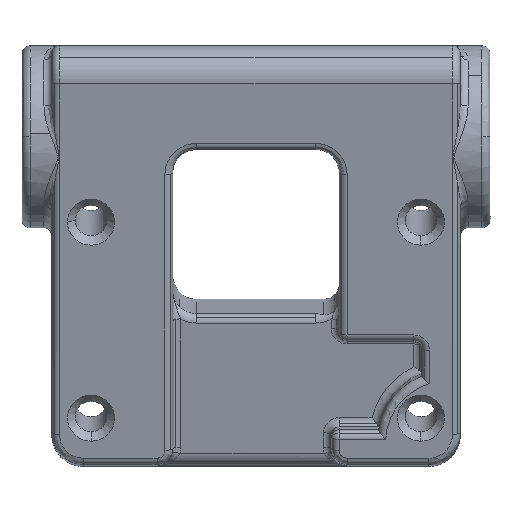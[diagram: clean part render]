
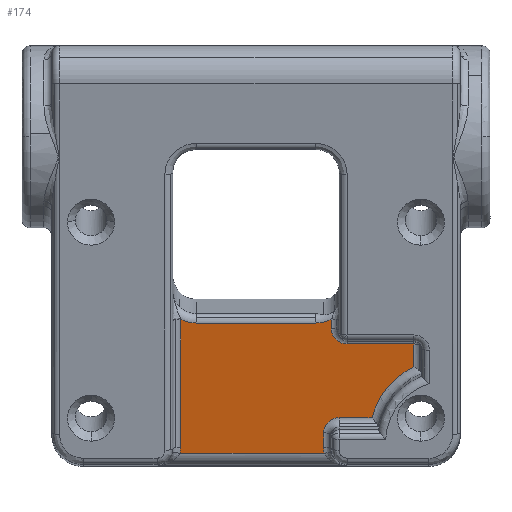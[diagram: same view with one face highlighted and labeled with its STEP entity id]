
A CAD part, top view. The second image highlights one B-rep face of the part: STEP entity #174.
In plain terms, the highlighted planar face has unit normal (0, -0.225, 0.974).
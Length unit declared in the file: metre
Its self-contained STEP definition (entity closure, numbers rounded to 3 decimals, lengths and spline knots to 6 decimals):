
#174=ADVANCED_FACE('0:197',(#483),#484,.T.);
#483=FACE_OUTER_BOUND('',#2852,.T.);
#484=PLANE('',#2853);
#2852=EDGE_LOOP('',(#5167,#5168,#5169,#5170,#5171,#5172,#5173,#5174,#5175,#5176,#5177,#5178,#5179,#5180,#5181));
#2853=AXIS2_PLACEMENT_3D('',#5182,#5183,#5184);
#5167=ORIENTED_EDGE('',*,*,#5917,.F.);
#5168=ORIENTED_EDGE('',*,*,#5916,.F.);
#5169=ORIENTED_EDGE('',*,*,#5924,.F.);
#5170=ORIENTED_EDGE('',*,*,#5925,.F.);
#5171=ORIENTED_EDGE('',*,*,#5647,.F.);
#5172=ORIENTED_EDGE('',*,*,#5926,.F.);
#5173=ORIENTED_EDGE('',*,*,#5927,.F.);
#5174=ORIENTED_EDGE('',*,*,#5928,.F.);
#5175=ORIENTED_EDGE('',*,*,#5580,.F.);
#5176=ORIENTED_EDGE('',*,*,#5577,.F.);
#5177=ORIENTED_EDGE('',*,*,#5929,.F.);
#5178=ORIENTED_EDGE('',*,*,#5930,.F.);
#5179=ORIENTED_EDGE('',*,*,#5931,.T.);
#5180=ORIENTED_EDGE('',*,*,#5932,.F.);
#5181=ORIENTED_EDGE('',*,*,#5921,.F.);
#5182=CARTESIAN_POINT('',(-0.002807,-0.070208,0.063163));
#5183=DIRECTION('',(0.,-0.225,0.974));
#5184=DIRECTION('',(-1.0,0.,0.));
#5577=EDGE_CURVE('0:908',#6050,#6042,#6052,.T.);
#5580=EDGE_CURVE('0:905',#6042,#6056,#6057,.T.);
#5647=EDGE_CURVE('0:893',#6183,#6185,#6186,.T.);
#5916=EDGE_CURVE('0:860',#6613,#6617,#6619,.T.);
#5917=EDGE_CURVE('0:869',#6617,#6620,#6621,.T.);
#5921=EDGE_CURVE('0:878',#6620,#6625,#6626,.T.);
#5924=EDGE_CURVE('0:887',#6629,#6613,#6630,.T.);
#5925=EDGE_CURVE('0:890',#6185,#6629,#6631,.T.);
#5926=EDGE_CURVE('0:896',#6632,#6183,#6633,.T.);
#5927=EDGE_CURVE('0:899',#6634,#6632,#6635,.T.);
#5928=EDGE_CURVE('0:902',#6056,#6634,#6636,.T.);
#5929=EDGE_CURVE('0:911',#6637,#6050,#6638,.T.);
#5930=EDGE_CURVE('0:914',#6639,#6637,#6640,.T.);
#5931=EDGE_CURVE('0:917',#6639,#6641,#6642,.F.);
#5932=EDGE_CURVE('0:920',#6625,#6641,#6643,.T.);
#6042=VERTEX_POINT('',#6810);
#6050=VERTEX_POINT('',#6819);
#6052=LINE('',#6821,#6822);
#6056=VERTEX_POINT('',#6827);
#6057=LINE('',#6828,#6829);
#6183=VERTEX_POINT('',#7004);
#6185=VERTEX_POINT('',#7006);
#6186=LINE('',#7007,#7008);
#6613=VERTEX_POINT('',#7933);
#6617=VERTEX_POINT('',#7937);
#6619=ELLIPSE('',#7939,0.001553,0.0015);
#6620=VERTEX_POINT('',#7940);
#6621=LINE('',#7941,#7942);
#6625=VERTEX_POINT('',#7984);
#6626=CIRCLE('',#7985,0.002);
#6629=VERTEX_POINT('',#7988);
#6630=LINE('',#7989,#7990);
#6631=ELLIPSE('',#7991,0.001553,0.0015);
#6632=VERTEX_POINT('',#7992);
#6633=CIRCLE('',#7993,0.001);
#6634=VERTEX_POINT('',#7994);
#6635=LINE('',#7995,#7996);
#6636=CIRCLE('',#7997,0.005);
#6637=VERTEX_POINT('',#7998);
#6638=CIRCLE('',#7999,0.001);
#6639=VERTEX_POINT('',#8000);
#6640=LINE('',#8001,#8002);
#6641=VERTEX_POINT('',#8003);
#6642=CIRCLE('',#8004,0.002);
#6643=LINE('',#8005,#8006);
#6810=CARTESIAN_POINT('',(-0.021257,-0.075633,0.06191));
#6819=CARTESIAN_POINT('',(-0.025507,-0.075633,0.06191));
#6821=CARTESIAN_POINT('',(-0.014518,-0.075633,0.06191));
#6822=VECTOR('',#8257,1.0);
#6827=CARTESIAN_POINT('',(-0.021257,-0.077088,0.061575));
#6828=CARTESIAN_POINT('',(-0.021257,-0.073348,0.062438));
#6829=VECTOR('',#8262,1.0);
#7004=CARTESIAN_POINT('',(-0.027007,-0.081289,0.060605));
#7006=CARTESIAN_POINT('',(-0.027007,-0.082203,0.060394));
#7007=CARTESIAN_POINT('',(-0.027007,-0.075835,0.061864));
#7008=VECTOR('',#8397,1.);
#7933=CARTESIAN_POINT('',(-0.036158,-0.082594,0.060303));
#7937=CARTESIAN_POINT('',(-0.036107,-0.082203,0.060394));
#7939=AXIS2_PLACEMENT_3D('',#8954,#8955,#8956);
#7940=CARTESIAN_POINT('',(-0.036107,-0.07404,0.062278));
#7941=CARTESIAN_POINT('',(-0.036107,-0.073497,0.062404));
#7942=VECTOR('',#8957,1.0);
#7984=CARTESIAN_POINT('',(-0.035107,-0.074301,0.062218));
#7985=AXIS2_PLACEMENT_3D('',#8961,#8962,#8963);
#7988=CARTESIAN_POINT('',(-0.026955,-0.082594,0.060303));
#7989=CARTESIAN_POINT('',(-0.017057,-0.082594,0.060303));
#7990=VECTOR('',#8970,1.0);
#7991=AXIS2_PLACEMENT_3D('',#8971,#8972,#8973);
#7992=CARTESIAN_POINT('',(-0.026007,-0.080315,0.06083));
#7993=AXIS2_PLACEMENT_3D('',#8974,#8975,#8976);
#7994=CARTESIAN_POINT('',(-0.023916,-0.080315,0.06083));
#7995=CARTESIAN_POINT('',(-0.013191,-0.080315,0.06083));
#7996=VECTOR('',#8977,1.0);
#7997=AXIS2_PLACEMENT_3D('',#8978,#8979,#8980);
#7998=CARTESIAN_POINT('',(-0.026507,-0.074659,0.062135));
#7999=AXIS2_PLACEMENT_3D('',#8981,#8982,#8983);
#8000=CARTESIAN_POINT('',(-0.026507,-0.07404,0.062278));
#8001=CARTESIAN_POINT('',(-0.026507,-0.073497,0.062404));
#8002=VECTOR('',#8984,1.0);
#8003=CARTESIAN_POINT('',(-0.027507,-0.074301,0.062218));
#8004=AXIS2_PLACEMENT_3D('',#8985,#8986,#8987);
#8005=CARTESIAN_POINT('',(-0.017057,-0.074301,0.062218));
#8006=VECTOR('',#8988,1.0);
#8257=DIRECTION('',(1.0,0.,0.));
#8262=DIRECTION('',(0.,-0.974,-0.225));
#8397=DIRECTION('',(0.,-0.974,-0.225));
#8954=CARTESIAN_POINT('',(-0.037607,-0.082203,0.060394));
#8955=DIRECTION('',(0.,-0.225,0.974));
#8956=DIRECTION('',(0.,-0.974,-0.225));
#8957=DIRECTION('',(0.,0.974,0.225));
#8961=CARTESIAN_POINT('',(-0.035107,-0.072352,0.062668));
#8962=DIRECTION('',(0.,-0.225,0.974));
#8963=DIRECTION('',(-0.707,-0.689,-0.159));
#8970=DIRECTION('',(-1.0,0.,0.));
#8971=CARTESIAN_POINT('',(-0.025507,-0.082203,0.060394));
#8972=DIRECTION('',(0.,-0.225,0.974));
#8973=DIRECTION('',(0.,-0.974,-0.225));
#8974=CARTESIAN_POINT('',(-0.026007,-0.081289,0.060605));
#8975=DIRECTION('',(0.,-0.225,0.974));
#8976=DIRECTION('',(-0.707,0.689,0.159));
#8977=DIRECTION('',(-1.0,0.,0.));
#8978=CARTESIAN_POINT('',(-0.019057,-0.081462,0.060565));
#8979=DIRECTION('',(0.,-0.225,0.974));
#8980=DIRECTION('',(-0.786,0.603,0.139));
#8981=CARTESIAN_POINT('',(-0.025507,-0.074659,0.062135));
#8982=DIRECTION('',(0.,-0.225,0.974));
#8983=DIRECTION('',(-0.707,-0.689,-0.159));
#8984=DIRECTION('',(0.,-0.974,-0.225));
#8985=CARTESIAN_POINT('',(-0.027507,-0.072352,0.062668));
#8986=DIRECTION('',(0.,-0.225,0.974));
#8987=DIRECTION('',(1.0,0.,0.));
#8988=DIRECTION('',(1.0,0.,0.));
